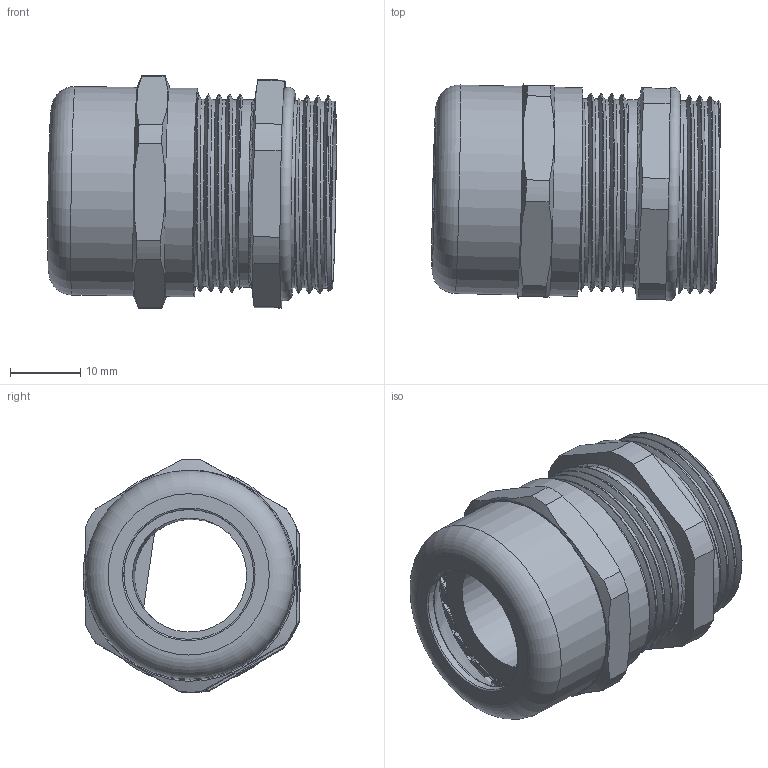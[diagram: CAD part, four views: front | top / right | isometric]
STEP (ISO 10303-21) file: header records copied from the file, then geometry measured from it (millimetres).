
FILE_DESCRIPTION(/* description */ ('Euro-Top PG 21 Edelstahl, KB: 9-16 mm'),/* implementation_level */ '2;1');
FILE_NAME(/* name */ '90180421-RST.stp',/* time_stamp */ '2019-12-16T14:05:57+01:00',/* author */ ('sl'),/* organization */ (''),/* preprocessor_version */ 'ST-DEVELOPER v16.5',/* originating_system */ 'Autodesk Inventor 2017',/* authorisation */ '');
FILE_SCHEMA (('AUTOMOTIVE_DESIGN { 1 0 10303 214 3 1 1 }'));
Length unit declared in the file: millimetre
Products named in the file (6): 90180421; 90080421; 90180421_1; 90080421_1; 90080421_2; 90080421_3
Assembly tree (5 placements, depth 2):
  90180421
    90080421
    90180421_1
    90080421_1
    90080421_2
    90080421_3
Bounding box: 40.96 x 30.93 x 33.05 mm (x, y, z)
Volume: 11724.2 mm3; surface area: 15984.8 mm2
Topology: 5 solids, 5 shells, 450 faces, 1107 edges, 669 vertices
Faces by surface type: cylinder 167, plane 136, torus 63, bspline 44, cone 22, sphere 18
Full cylindrical faces by diameter (mm): 16.2 x1, 18.44 x1, 18.81 x2, 19.11 x3, 22.92 x1, 22.93 x1, 24.2 x1, 24.3 x1, 24.9 x1, 26.36 x1, 26.55 x9, 26.578 x3, 26.61 x1, 29.378 x1, 29.61 x2
Entity records: 17702 total; most frequent: CARTESIAN_POINT 7510, DIRECTION 2220, ORIENTED_EDGE 2050, EDGE_CURVE 1025, AXIS2_PLACEMENT_3D 938, VERTEX_POINT 634, CIRCLE 533, EDGE_LOOP 485
